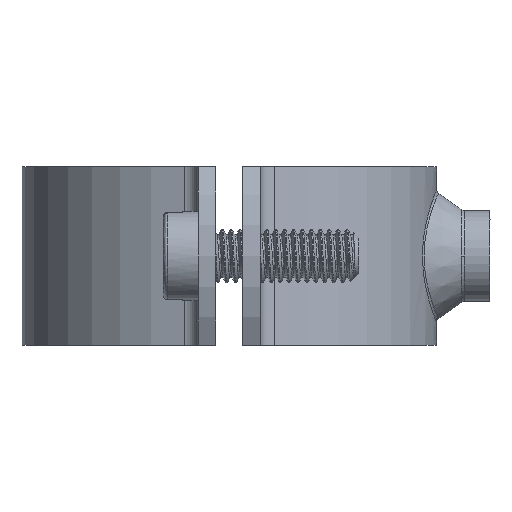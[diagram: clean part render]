
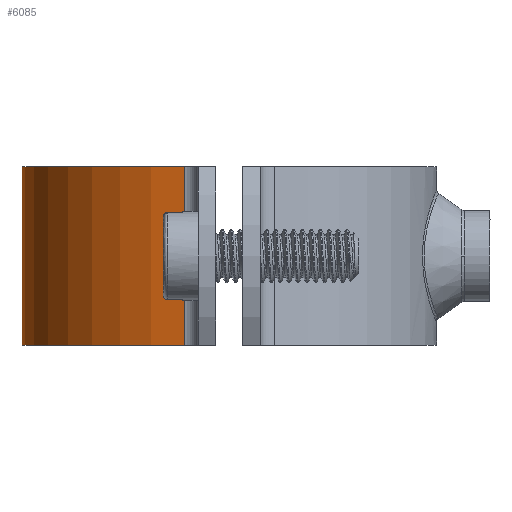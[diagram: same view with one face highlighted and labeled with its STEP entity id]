
A CAD part, left-side view. The second image highlights one B-rep face of the part: STEP entity #6085.
In plain terms, the highlighted cylindrical face has radius 23.25 mm (diameter 46.5 mm), a partial arc.
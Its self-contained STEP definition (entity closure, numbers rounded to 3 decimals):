
#91 = VECTOR ( 'NONE', #6172, 1000. ) ;
#884 = EDGE_CURVE ( 'NONE', #14778, #7565, #12951, .T. ) ;
#956 = CARTESIAN_POINT ( 'NONE',  ( 102.794, 258.999, 0. ) ) ;
#2122 = VERTEX_POINT ( 'NONE', #7748 ) ;
#3205 = CYLINDRICAL_SURFACE ( 'NONE', #11397, 23.25 ) ;
#3465 = DIRECTION ( 'NONE',  ( 0., 0., 1. ) ) ;
#3602 = ORIENTED_EDGE ( 'NONE', *, *, #8160, .T. ) ;
#3719 = CARTESIAN_POINT ( 'NONE',  ( 80.102, 264.063, 20. ) ) ;
#4454 = CARTESIAN_POINT ( 'NONE',  ( 102.794, 258.999, 0. ) ) ;
#4581 = AXIS2_PLACEMENT_3D ( 'NONE', #5245, #14256, #6527 ) ;
#4779 = FACE_OUTER_BOUND ( 'NONE', #9933, .T. ) ;
#4825 = CARTESIAN_POINT ( 'NONE',  ( 125.486, 264.063, 0. ) ) ;
#5245 = CARTESIAN_POINT ( 'NONE',  ( 102.794, 258.999, 20. ) ) ;
#5714 = DIRECTION ( 'NONE',  ( 1., 0., 0. ) ) ;
#5998 = AXIS2_PLACEMENT_3D ( 'NONE', #4454, #13455, #5714 ) ;
#6085 = ADVANCED_FACE ( 'NONE', ( #4779 ), #3205, .T. ) ;
#6172 = DIRECTION ( 'NONE',  ( 0., 0., 1. ) ) ;
#6255 = ORIENTED_EDGE ( 'NONE', *, *, #10560, .T. ) ;
#6527 = DIRECTION ( 'NONE',  ( 1., 0., 0. ) ) ;
#7565 = VERTEX_POINT ( 'NONE', #8577 ) ;
#7748 = CARTESIAN_POINT ( 'NONE',  ( 80.102, 264.063, 0. ) ) ;
#8160 = EDGE_CURVE ( 'NONE', #16197, #2122, #16404, .T. ) ;
#8473 = EDGE_CURVE ( 'NONE', #7565, #16197, #10980, .T. ) ;
#8577 = CARTESIAN_POINT ( 'NONE',  ( 125.486, 264.063, 20. ) ) ;
#8921 = ORIENTED_EDGE ( 'NONE', *, *, #884, .T. ) ;
#9921 = LINE ( 'NONE', #13900, #91 ) ;
#9933 = EDGE_LOOP ( 'NONE', ( #8921, #11752, #3602, #6255 ) ) ;
#10560 = EDGE_CURVE ( 'NONE', #2122, #14778, #9921, .T. ) ;
#10976 = DIRECTION ( 'NONE',  ( 0., 0., -1. ) ) ;
#10980 = LINE ( 'NONE', #13876, #12768 ) ;
#11397 = AXIS2_PLACEMENT_3D ( 'NONE', #956, #3465, #12551 ) ;
#11752 = ORIENTED_EDGE ( 'NONE', *, *, #8473, .T. ) ;
#12551 = DIRECTION ( 'NONE',  ( 1., 0., 0. ) ) ;
#12768 = VECTOR ( 'NONE', #10976, 1000. ) ;
#12951 = CIRCLE ( 'NONE', #4581, 23.25 ) ;
#13455 = DIRECTION ( 'NONE',  ( 0., 0., 1. ) ) ;
#13876 = CARTESIAN_POINT ( 'NONE',  ( 125.486, 264.063, 0. ) ) ;
#13900 = CARTESIAN_POINT ( 'NONE',  ( 80.102, 264.063, 0. ) ) ;
#14256 = DIRECTION ( 'NONE',  ( 0., 0., -1. ) ) ;
#14778 = VERTEX_POINT ( 'NONE', #3719 ) ;
#16197 = VERTEX_POINT ( 'NONE', #4825 ) ;
#16404 = CIRCLE ( 'NONE', #5998, 23.25 ) ;
